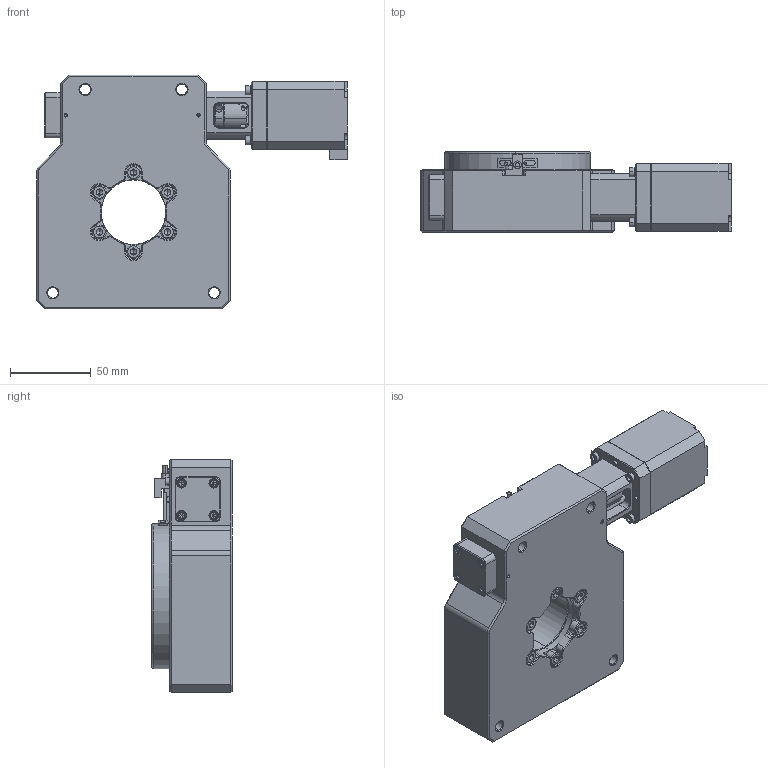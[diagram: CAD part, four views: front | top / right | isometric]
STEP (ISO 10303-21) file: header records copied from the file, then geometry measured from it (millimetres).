
FILE_DESCRIPTION (( 'STEP AP203' ), '1' );
FILE_NAME ('GR120-90K-OS(00-805020-050).STEP', '2020-12-17T09:06:10', ( '微软用户' ), ( '微软中国' ), 'SwSTEP 2.0', 'SolidWorks 2019', '' );
FILE_SCHEMA (( 'CONFIG_CONTROL_DESIGN' ));
Length unit declared in the file: millimetre
Products named in the file (1): GR120-90K-OS(00-805020-050)
Bounding box: 192.5 x 50 x 145 mm (x, y, z)
Surface area: 103612.9 mm2 (no closed solid volume)
Topology: 0 solids, 51 shells, 834 faces, 2451 edges, 1571 vertices
Faces by surface type: plane 397, cylinder 208, cone 181, torus 46, bspline 2
Entity records: 28956 total; most frequent: CARTESIAN_POINT 6841, DIRECTION 4863, ORIENTED_EDGE 4038, EDGE_CURVE 2406, AXIS2_PLACEMENT_3D 1730, VERTEX_POINT 1571, LINE 1403, VECTOR 1403
